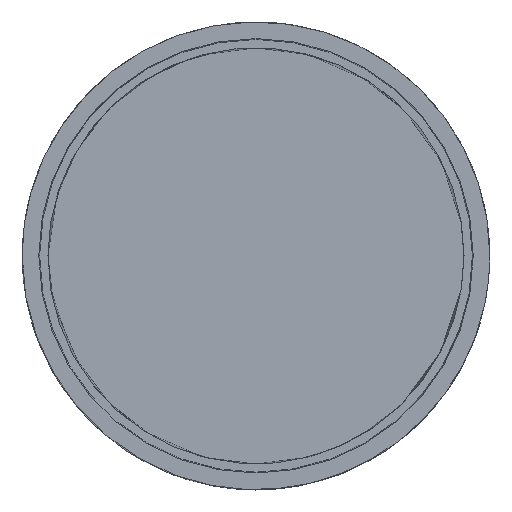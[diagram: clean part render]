
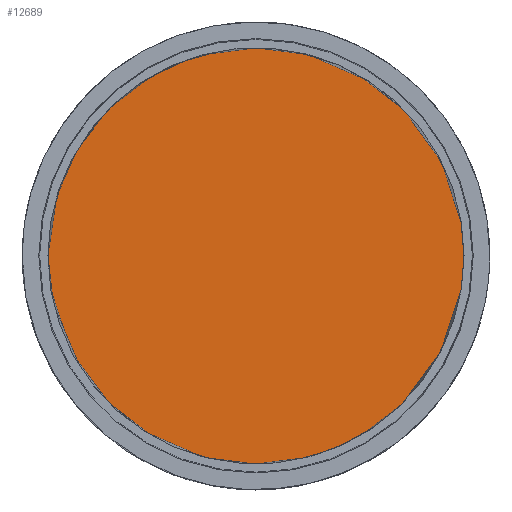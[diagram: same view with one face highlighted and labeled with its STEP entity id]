
A CAD part, top view. The second image highlights one B-rep face of the part: STEP entity #12689.
In plain terms, the highlighted planar face has unit normal (0, 0, 1).
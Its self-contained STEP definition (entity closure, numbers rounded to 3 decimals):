
#1359 = DIRECTION ( 'NONE',  ( 0., 0., 1. ) ) ;
#2639 = DIRECTION ( 'NONE',  ( 1., 0., 0. ) ) ;
#3478 = CIRCLE ( 'NONE', #6939, 1250. ) ;
#3821 = AXIS2_PLACEMENT_3D ( 'NONE', #16200, #7631, #2639 ) ;
#4268 = FACE_OUTER_BOUND ( 'NONE', #10619, .T. ) ;
#6009 = CARTESIAN_POINT ( 'NONE',  ( 0., 0., 0. ) ) ;
#6565 = CARTESIAN_POINT ( 'NONE',  ( 1250., 0., 0. ) ) ;
#6604 = AXIS2_PLACEMENT_3D ( 'NONE', #6009, #1359, #19574 ) ;
#6939 = AXIS2_PLACEMENT_3D ( 'NONE', #7538, #7431, #20779 ) ;
#7280 = CIRCLE ( 'NONE', #6604, 1250. ) ;
#7431 = DIRECTION ( 'NONE',  ( 0., 0., 1. ) ) ;
#7538 = CARTESIAN_POINT ( 'NONE',  ( 0., 0., 0. ) ) ;
#7631 = DIRECTION ( 'NONE',  ( 0., 0., 1. ) ) ;
#9365 = PLANE ( 'NONE',  #3821 ) ;
#10619 = EDGE_LOOP ( 'NONE', ( #20934, #14338 ) ) ;
#11880 = EDGE_CURVE ( 'NONE', #13879, #20766, #3478, .T. ) ;
#12689 = ADVANCED_FACE ( 'NONE', ( #4268 ), #9365, .T. ) ;
#13297 = CARTESIAN_POINT ( 'NONE',  ( -1250., 0., 0. ) ) ;
#13879 = VERTEX_POINT ( 'NONE', #13297 ) ;
#14338 = ORIENTED_EDGE ( 'NONE', *, *, #11880, .T. ) ;
#14669 = EDGE_CURVE ( 'NONE', #20766, #13879, #7280, .T. ) ;
#16200 = CARTESIAN_POINT ( 'NONE',  ( 0., 0., 0. ) ) ;
#19574 = DIRECTION ( 'NONE',  ( 1., 0., 0. ) ) ;
#20766 = VERTEX_POINT ( 'NONE', #6565 ) ;
#20779 = DIRECTION ( 'NONE',  ( 1., 0., 0. ) ) ;
#20934 = ORIENTED_EDGE ( 'NONE', *, *, #14669, .T. ) ;
